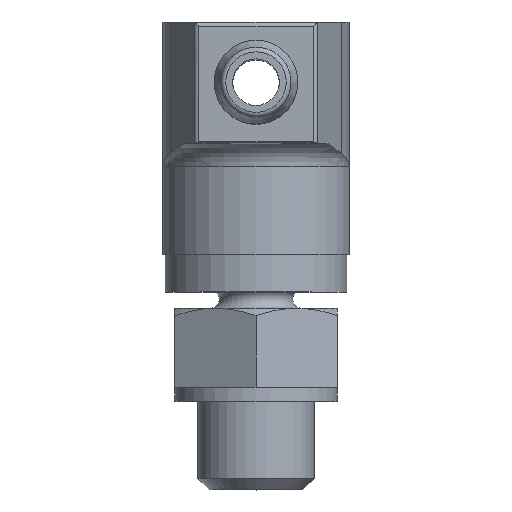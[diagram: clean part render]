
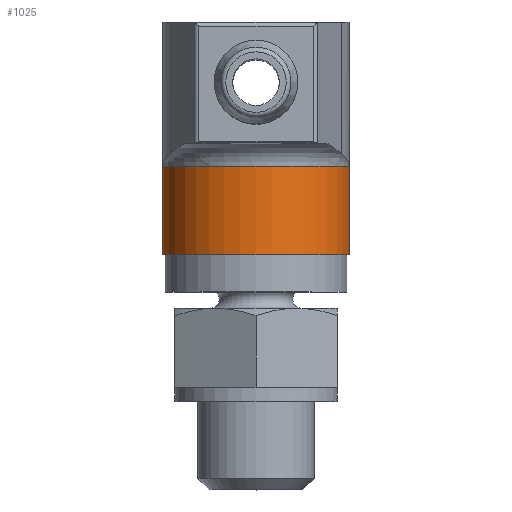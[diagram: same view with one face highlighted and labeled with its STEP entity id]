
A CAD part, top view. The second image highlights one B-rep face of the part: STEP entity #1025.
In plain terms, the highlighted cylindrical face has radius 4 mm (diameter 8 mm), a full revolution.
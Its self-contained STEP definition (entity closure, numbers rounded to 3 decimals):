
#316=ORIENTED_EDGE('',*,*,#556,.F.);
#317=ORIENTED_EDGE('',*,*,#557,.T.);
#318=ORIENTED_EDGE('',*,*,#558,.T.);
#556=EDGE_CURVE('',#674,#674,#728,.T.);
#557=EDGE_CURVE('',#660,#663,#729,.T.);
#558=EDGE_CURVE('',#663,#660,#730,.T.);
#660=VERTEX_POINT('',#1709);
#663=VERTEX_POINT('',#1729);
#674=VERTEX_POINT('',#1779);
#728=CIRCLE('',#1139,4.);
#729=CIRCLE('',#1140,4.);
#730=CIRCLE('',#1141,4.);
#794=EDGE_LOOP('',(#316));
#795=EDGE_LOOP('',(#317,#318));
#900=FACE_BOUND('',#794,.T.);
#901=FACE_BOUND('',#795,.T.);
#991=CYLINDRICAL_SURFACE('',#1138,4.);
#1025=ADVANCED_FACE('',(#900,#901),#991,.T.);
#1138=AXIS2_PLACEMENT_3D('',#1777,#1361,#1362);
#1139=AXIS2_PLACEMENT_3D('',#1778,#1363,#1364);
#1140=AXIS2_PLACEMENT_3D('',#1780,#1365,#1366);
#1141=AXIS2_PLACEMENT_3D('',#1781,#1367,#1368);
#1361=DIRECTION('',(0.,-1.,0.));
#1362=DIRECTION('',(0.,0.,-1.));
#1363=DIRECTION('',(0.,-1.,0.));
#1364=DIRECTION('',(0.,0.,-1.));
#1365=DIRECTION('',(0.,-1.,0.));
#1366=DIRECTION('',(0.,0.,-1.));
#1367=DIRECTION('',(0.,-1.,0.));
#1368=DIRECTION('',(0.,0.,-1.));
#1709=CARTESIAN_POINT('',(-4.,10.1,0.));
#1729=CARTESIAN_POINT('',(4.,10.1,0.));
#1777=CARTESIAN_POINT('',(0.,-20.1,0.));
#1778=CARTESIAN_POINT('',(0.,6.3,0.));
#1779=CARTESIAN_POINT('',(0.,6.3,-4.));
#1780=CARTESIAN_POINT('',(0.,10.1,0.));
#1781=CARTESIAN_POINT('',(0.,10.1,0.));
